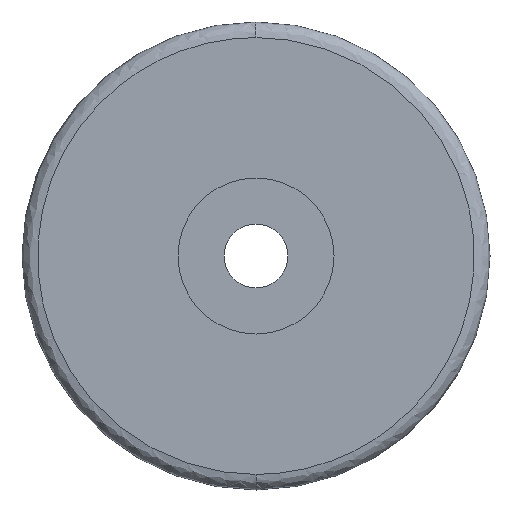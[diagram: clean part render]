
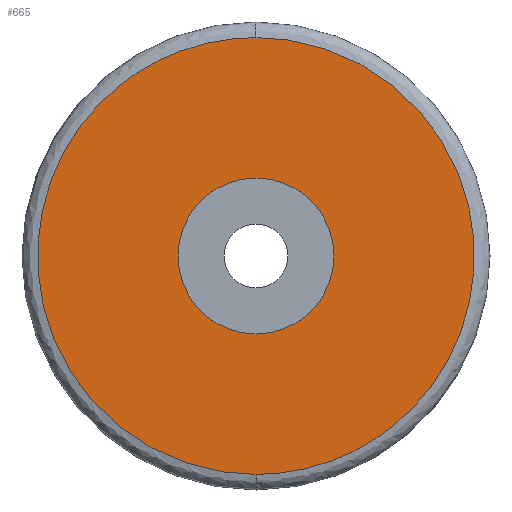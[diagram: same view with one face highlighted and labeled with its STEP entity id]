
A CAD part, left-side view. The second image highlights one B-rep face of the part: STEP entity #665.
In plain terms, the highlighted planar face has unit normal (-1, 0, 0).
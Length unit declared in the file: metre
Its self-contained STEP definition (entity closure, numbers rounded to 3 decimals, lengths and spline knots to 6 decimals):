
#1 = DIRECTION ( 'NONE',  ( 0., 0., 1. ) ) ;
#3 = CARTESIAN_POINT ( 'NONE',  ( -0.005, 0.028, 0.014 ) ) ;
#7 = ORIENTED_EDGE ( 'NONE', *, *, #85, .T. ) ;
#16 = EDGE_LOOP ( 'NONE', ( #7, #551 ) ) ;
#26 = DIRECTION ( 'NONE',  ( 1., 0., 0. ) ) ;
#51 = CARTESIAN_POINT ( 'NONE',  ( -0.005, -0.028, 0.014 ) ) ;
#57 = CARTESIAN_POINT ( 'NONE',  ( -0.005, 0.028, -0.014 ) ) ;
#70 = DIRECTION ( 'NONE',  ( 0., 0., -1. ) ) ;
#85 = EDGE_CURVE ( 'NONE', #312, #126, #421, .T. ) ;
#91 = ORIENTED_EDGE ( 'NONE', *, *, #700, .F. ) ;
#98 = CARTESIAN_POINT ( 'NONE',  ( -0.005, 0., 0.005 ) ) ;
#104 = CARTESIAN_POINT ( 'NONE',  ( -0.005, 0., -0.014 ) ) ;
#105 = CARTESIAN_POINT ( 'NONE',  ( -0.005, 0., -0.014 ) ) ;
#126 = VERTEX_POINT ( 'NONE', #98 ) ;
#160 = PLANE ( 'NONE',  #294 ) ;
#198 = AXIS2_PLACEMENT_3D ( 'NONE', #352, #397, #689 ) ;
#204 = ORIENTED_EDGE ( 'NONE', *, *, #696, .F. ) ;
#245 = FACE_OUTER_BOUND ( 'NONE', #427, .T. ) ;
#292 = CARTESIAN_POINT ( 'NONE',  ( -0.005, 0., 0. ) ) ;
#294 = AXIS2_PLACEMENT_3D ( 'NONE', #651, #653, #1 ) ;
#312 = VERTEX_POINT ( 'NONE', #525 ) ;
#313 = FACE_BOUND ( 'NONE', #16, .T. ) ;
#352 = CARTESIAN_POINT ( 'NONE',  ( -0.005, 0., 0. ) ) ;
#356 = VERTEX_POINT ( 'NONE', #104 ) ;
#397 = DIRECTION ( 'NONE',  ( 1., 0., 0. ) ) ;
#398 = EDGE_CURVE ( 'NONE', #126, #312, #549, .T. ) ;
#421 = CIRCLE ( 'NONE', #572, 0.005 ) ;
#424 = CARTESIAN_POINT ( 'NONE',  ( -0.005, 0., 0.014 ) ) ;
#427 = EDGE_LOOP ( 'NONE', ( #91, #204 ) ) ;
#428 = CARTESIAN_POINT ( 'NONE',  ( -0.005, 0., 0.014 ) ) ;
#525 = CARTESIAN_POINT ( 'NONE',  ( -0.005, 0., -0.005 ) ) ;
#527 = CARTESIAN_POINT ( 'NONE',  ( -0.005, -0.028, -0.014 ) ) ;
#540 = CARTESIAN_POINT ( 'NONE',  ( -0.005, 0., -0.014 ) ) ;
#549 = CIRCLE ( 'NONE', #198, 0.005 ) ;
#551 = ORIENTED_EDGE ( 'NONE', *, *, #398, .T. ) ;
#572 = AXIS2_PLACEMENT_3D ( 'NONE', #292, #26, #70 ) ;
#613 = VERTEX_POINT ( 'NONE', #679 ) ;
#651 = CARTESIAN_POINT ( 'NONE',  ( -0.005, 0., 0.005 ) ) ;
#653 = DIRECTION ( 'NONE',  ( -1., 0., 0. ) ) ;
#665 = ADVANCED_FACE ( 'NONE', ( #245, #313 ), #160, .T. ) ;
#679 = CARTESIAN_POINT ( 'NONE',  ( -0.005, 0., 0.014 ) ) ;
#686 =( BOUNDED_CURVE ( )  B_SPLINE_CURVE ( 3, ( #540, #57, #3, #424 ),
 .UNSPECIFIED., .F., .T. ) 
 B_SPLINE_CURVE_WITH_KNOTS ( ( 4, 4 ),
 ( 0.5, 1. ),
 .UNSPECIFIED. ) 
 CURVE ( )  GEOMETRIC_REPRESENTATION_ITEM ( )  RATIONAL_B_SPLINE_CURVE ( ( 1., 0.333, 0.333, 1. ) ) 
 REPRESENTATION_ITEM ( '' )  );
#689 = DIRECTION ( 'NONE',  ( 0., 0., -1. ) ) ;
#692 =( BOUNDED_CURVE ( )  B_SPLINE_CURVE ( 3, ( #428, #51, #527, #105 ),
 .UNSPECIFIED., .F., .T. ) 
 B_SPLINE_CURVE_WITH_KNOTS ( ( 4, 4 ),
 ( 0., 0.5 ),
 .UNSPECIFIED. ) 
 CURVE ( )  GEOMETRIC_REPRESENTATION_ITEM ( )  RATIONAL_B_SPLINE_CURVE ( ( 1., 0.333, 0.333, 1. ) ) 
 REPRESENTATION_ITEM ( '' )  );
#696 = EDGE_CURVE ( 'NONE', #613, #356, #692, .T. ) ;
#700 = EDGE_CURVE ( 'NONE', #356, #613, #686, .T. ) ;
